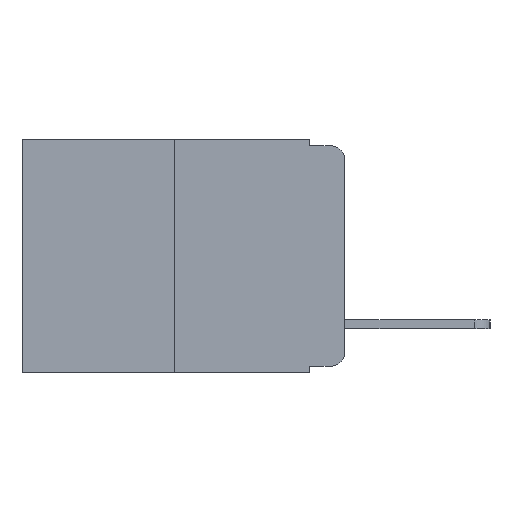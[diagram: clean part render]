
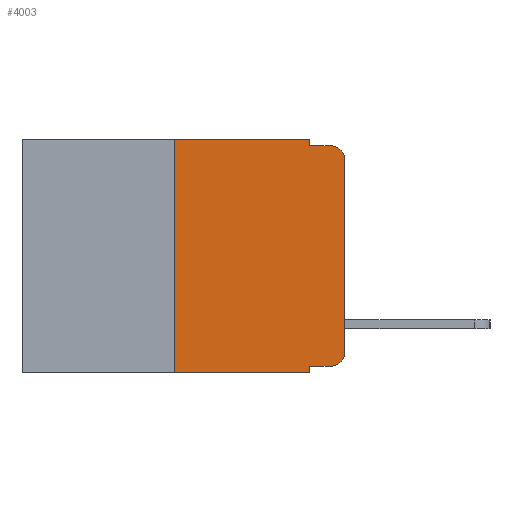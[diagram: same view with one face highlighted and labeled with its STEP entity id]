
A CAD part, left-side view. The second image highlights one B-rep face of the part: STEP entity #4003.
In plain terms, the highlighted planar face has unit normal (-1, 0, 0).
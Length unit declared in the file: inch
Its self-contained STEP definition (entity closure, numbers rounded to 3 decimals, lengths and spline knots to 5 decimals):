
#352 = LINE ( 'NONE', #11511, #12227 ) ;
#422 = EDGE_CURVE ( 'NONE', #13694, #4398, #18139, .T. ) ;
#609 = DIRECTION ( 'NONE',  ( -1., 0., 0. ) ) ;
#812 = ORIENTED_EDGE ( 'NONE', *, *, #13521, .T. ) ;
#818 = CARTESIAN_POINT ( 'NONE',  ( 0., 0.473, -0.343 ) ) ;
#1118 = DIRECTION ( 'NONE',  ( -1., 0., 0. ) ) ;
#1327 = VERTEX_POINT ( 'NONE', #3864 ) ;
#1346 = LINE ( 'NONE', #5891, #13144 ) ;
#1375 = CARTESIAN_POINT ( 'NONE',  ( 0., 0.02, -0.01 ) ) ;
#1784 = DIRECTION ( 'NONE',  ( 1., 0., 0. ) ) ;
#1937 = AXIS2_PLACEMENT_3D ( 'NONE', #3462, #1784, #18057 ) ;
#2336 = DIRECTION ( 'NONE',  ( 0., -1., 0. ) ) ;
#2456 = AXIS2_PLACEMENT_3D ( 'NONE', #10084, #1118, #11548 ) ;
#2838 = VERTEX_POINT ( 'NONE', #12035 ) ;
#2997 = VERTEX_POINT ( 'NONE', #9459 ) ;
#3113 = EDGE_CURVE ( 'NONE', #2997, #5766, #352, .T. ) ;
#3401 = VERTEX_POINT ( 'NONE', #1375 ) ;
#3462 = CARTESIAN_POINT ( 'NONE',  ( 0., 0.473, 0. ) ) ;
#3529 = CARTESIAN_POINT ( 'NONE',  ( 0., 0., 0. ) ) ;
#3864 = CARTESIAN_POINT ( 'NONE',  ( 0., 0.02, -0.333 ) ) ;
#3967 = EDGE_CURVE ( 'NONE', #5741, #8442, #16002, .T. ) ;
#4003 = ADVANCED_FACE ( 'NONE', ( #7855 ), #13520, .F. ) ;
#4398 = VERTEX_POINT ( 'NONE', #15296 ) ;
#4564 = ORIENTED_EDGE ( 'NONE', *, *, #3967, .T. ) ;
#4642 = CARTESIAN_POINT ( 'NONE',  ( 0., 0., -0.313 ) ) ;
#4703 = LINE ( 'NONE', #9939, #11680 ) ;
#4812 = VECTOR ( 'NONE', #17878, 39.37008 ) ;
#5741 = VERTEX_POINT ( 'NONE', #4642 ) ;
#5766 = VERTEX_POINT ( 'NONE', #10385 ) ;
#5891 = CARTESIAN_POINT ( 'NONE',  ( 0., 0.051, -0.333 ) ) ;
#6711 = ORIENTED_EDGE ( 'NONE', *, *, #11702, .T. ) ;
#7682 = CIRCLE ( 'NONE', #2456, 0.02 ) ;
#7855 = FACE_OUTER_BOUND ( 'NONE', #15938, .T. ) ;
#8295 = CIRCLE ( 'NONE', #8509, 0.02 ) ;
#8442 = VERTEX_POINT ( 'NONE', #16362 ) ;
#8509 = AXIS2_PLACEMENT_3D ( 'NONE', #9601, #609, #11060 ) ;
#8548 = ORIENTED_EDGE ( 'NONE', *, *, #9348, .T. ) ;
#8790 = VECTOR ( 'NONE', #9255, 39.37008 ) ;
#9255 = DIRECTION ( 'NONE',  ( 0., 0., 1. ) ) ;
#9348 = EDGE_CURVE ( 'NONE', #8442, #3401, #7682, .T. ) ;
#9459 = CARTESIAN_POINT ( 'NONE',  ( 0., 0.25, 0. ) ) ;
#9461 = EDGE_CURVE ( 'NONE', #13694, #1327, #1346, .T. ) ;
#9601 = CARTESIAN_POINT ( 'NONE',  ( 0., 0.02, -0.313 ) ) ;
#9939 = CARTESIAN_POINT ( 'NONE',  ( 0., 0.25, 0. ) ) ;
#10084 = CARTESIAN_POINT ( 'NONE',  ( 0., 0.02, -0.03 ) ) ;
#10372 = EDGE_CURVE ( 'NONE', #5766, #13270, #13105, .T. ) ;
#10385 = CARTESIAN_POINT ( 'NONE',  ( 0., 0.051, 0. ) ) ;
#10671 = VECTOR ( 'NONE', #14542, 39.37008 ) ;
#10701 = CARTESIAN_POINT ( 'NONE',  ( 0., 0.051, -0.01 ) ) ;
#11060 = DIRECTION ( 'NONE',  ( 0., 0., -1. ) ) ;
#11308 = ORIENTED_EDGE ( 'NONE', *, *, #3113, .F. ) ;
#11511 = CARTESIAN_POINT ( 'NONE',  ( 0., 0.473, 0. ) ) ;
#11548 = DIRECTION ( 'NONE',  ( 0., 0., -1. ) ) ;
#11680 = VECTOR ( 'NONE', #14256, 39.37008 ) ;
#11699 = CARTESIAN_POINT ( 'NONE',  ( 0., 0.051, 0. ) ) ;
#11702 = EDGE_CURVE ( 'NONE', #1327, #5741, #8295, .T. ) ;
#12035 = CARTESIAN_POINT ( 'NONE',  ( 0., 0.25, -0.343 ) ) ;
#12227 = VECTOR ( 'NONE', #15139, 39.37008 ) ;
#12270 = EDGE_CURVE ( 'NONE', #13270, #3401, #13697, .T. ) ;
#12857 = ORIENTED_EDGE ( 'NONE', *, *, #12270, .F. ) ;
#12983 = EDGE_CURVE ( 'NONE', #2838, #2997, #4703, .T. ) ;
#13105 = LINE ( 'NONE', #15179, #4812 ) ;
#13144 = VECTOR ( 'NONE', #14585, 39.37008 ) ;
#13270 = VERTEX_POINT ( 'NONE', #10701 ) ;
#13520 = PLANE ( 'NONE',  #1937 ) ;
#13521 = EDGE_CURVE ( 'NONE', #2838, #4398, #18803, .T. ) ;
#13540 = ORIENTED_EDGE ( 'NONE', *, *, #422, .F. ) ;
#13694 = VERTEX_POINT ( 'NONE', #17245 ) ;
#13697 = LINE ( 'NONE', #14100, #17437 ) ;
#14100 = CARTESIAN_POINT ( 'NONE',  ( 0., 0.051, -0.01 ) ) ;
#14204 = ORIENTED_EDGE ( 'NONE', *, *, #10372, .F. ) ;
#14250 = VECTOR ( 'NONE', #2336, 39.37008 ) ;
#14256 = DIRECTION ( 'NONE',  ( 0., 0., 1. ) ) ;
#14542 = DIRECTION ( 'NONE',  ( 0., 0., -1. ) ) ;
#14585 = DIRECTION ( 'NONE',  ( 0., -1., 0. ) ) ;
#15139 = DIRECTION ( 'NONE',  ( 0., -1., 0. ) ) ;
#15179 = CARTESIAN_POINT ( 'NONE',  ( 0., 0.051, 0. ) ) ;
#15296 = CARTESIAN_POINT ( 'NONE',  ( 0., 0.051, -0.343 ) ) ;
#15532 = DIRECTION ( 'NONE',  ( 0., -1., 0. ) ) ;
#15938 = EDGE_LOOP ( 'NONE', ( #4564, #8548, #12857, #14204, #11308, #18749, #812, #13540, #17287, #6711 ) ) ;
#16002 = LINE ( 'NONE', #3529, #8790 ) ;
#16362 = CARTESIAN_POINT ( 'NONE',  ( 0., 0., -0.03 ) ) ;
#17245 = CARTESIAN_POINT ( 'NONE',  ( 0., 0.051, -0.333 ) ) ;
#17287 = ORIENTED_EDGE ( 'NONE', *, *, #9461, .T. ) ;
#17437 = VECTOR ( 'NONE', #15532, 39.37008 ) ;
#17878 = DIRECTION ( 'NONE',  ( 0., 0., -1. ) ) ;
#18057 = DIRECTION ( 'NONE',  ( 0., 0., -1. ) ) ;
#18139 = LINE ( 'NONE', #11699, #10671 ) ;
#18749 = ORIENTED_EDGE ( 'NONE', *, *, #12983, .F. ) ;
#18803 = LINE ( 'NONE', #818, #14250 ) ;
